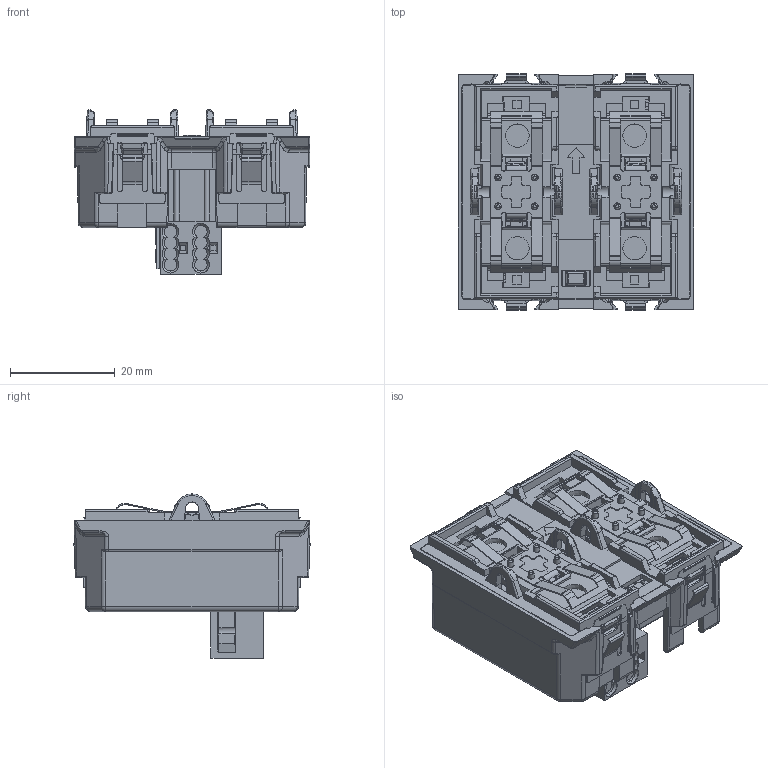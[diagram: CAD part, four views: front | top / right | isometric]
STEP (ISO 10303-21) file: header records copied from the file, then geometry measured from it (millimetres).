
FILE_DESCRIPTION(('CATIA V5 STEP Exchange','CAx-IF Rec.Pracs.--- Model Styling and Organization---1.4--- 2014-01-23'),'2;1');
FILE_NAME('A007600_A-ASS-1.stp','2020-01-20T12:11:48+00:00',('none'),('none'),'CATIA Version 5-6 Release 2017 SP3','CATIA V5 STEP AP214','none');
FILE_SCHEMA(('AUTOMOTIVE_DESIGN { 1 0 10303 214 1 1 1 1 }'));
Products named in the file (9): A007600_A ; 078494; EG01425_A; G000273_A; AD00156_A ; AD00156_A; AD00156_A_1; AD00156_A_2; HF00088_A
Assembly tree (11 placements, depth 3):
  A007600_A 
    078494
    EG01425_A
    G000273_A  x4
    AD00156_A 
      AD00156_A
      AD00156_A_1
      AD00156_A_2
    HF00088_A
Bounding box: 45.1 x 45.28 x 31.37 mm (x, y, z)
Volume: 15057.3 mm3; surface area: 26544.8 mm2
Topology: 413 solids, 413 shells, 5469 faces, 13553 edges, 8828 vertices
Faces by surface type: plane 3850, cylinder 1236, bspline 173, cone 73, sphere 70, torus 67
Entity records: 172078 total; most frequent: CARTESIAN_POINT 54327, ORIENTED_EDGE 25360, DIRECTION 19101, EDGE_CURVE 12680, VECTOR 9037, LINE 9037, VERTEX_POINT 8304, AXIS2_PLACEMENT_3D 5710
